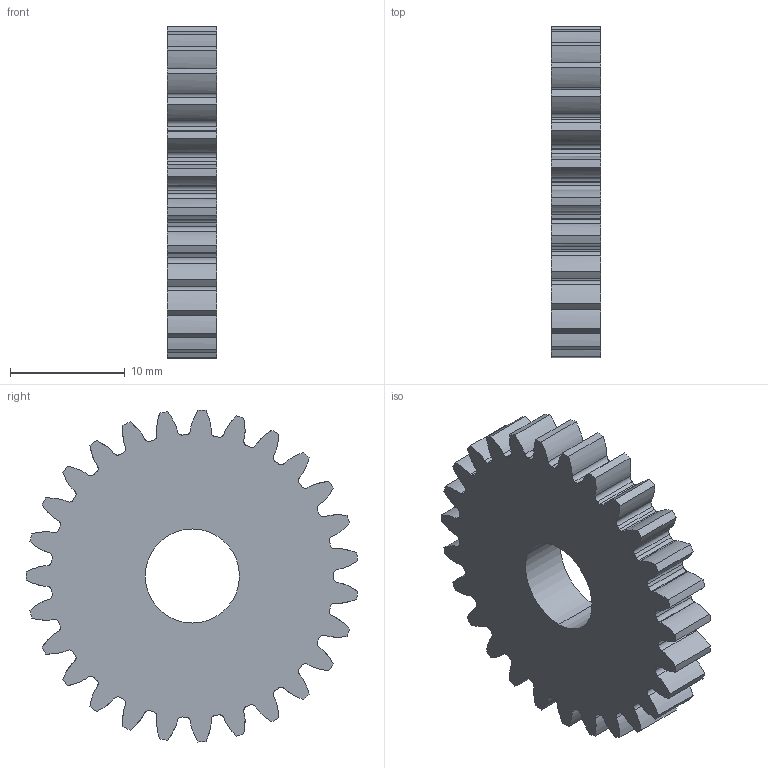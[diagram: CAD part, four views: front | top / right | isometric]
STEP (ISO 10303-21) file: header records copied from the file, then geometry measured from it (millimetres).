
FILE_DESCRIPTION (( 'STEP AP214' ), '1' );
FILE_NAME ('Planet_gear_6.5_1_J4.STEP', '2021-04-07T10:08:11', ( '' ), ( '' ), 'SwSTEP 2.0', 'SolidWorks 2020', '' );
FILE_SCHEMA (( 'AUTOMOTIVE_DESIGN' ));
Length unit declared in the file: millimetre
Products named in the file (1): Planet_gear_6.5_1_J4
Bounding box: 4.3 x 28.9 x 28.94 mm (x, y, z)
Volume: 2200.2 mm3; surface area: 1835.4 mm2
Topology: 1 solids, 1 shells, 178 faces, 528 edges, 352 vertices
Faces by surface type: cylinder 122, bspline 54, plane 2
Entity records: 7086 total; most frequent: CARTESIAN_POINT 2409, ORIENTED_EDGE 1056, DIRECTION 914, EDGE_CURVE 528, AXIS2_PLACEMENT_3D 369, VERTEX_POINT 352, CIRCLE 244, EDGE_LOOP 180
